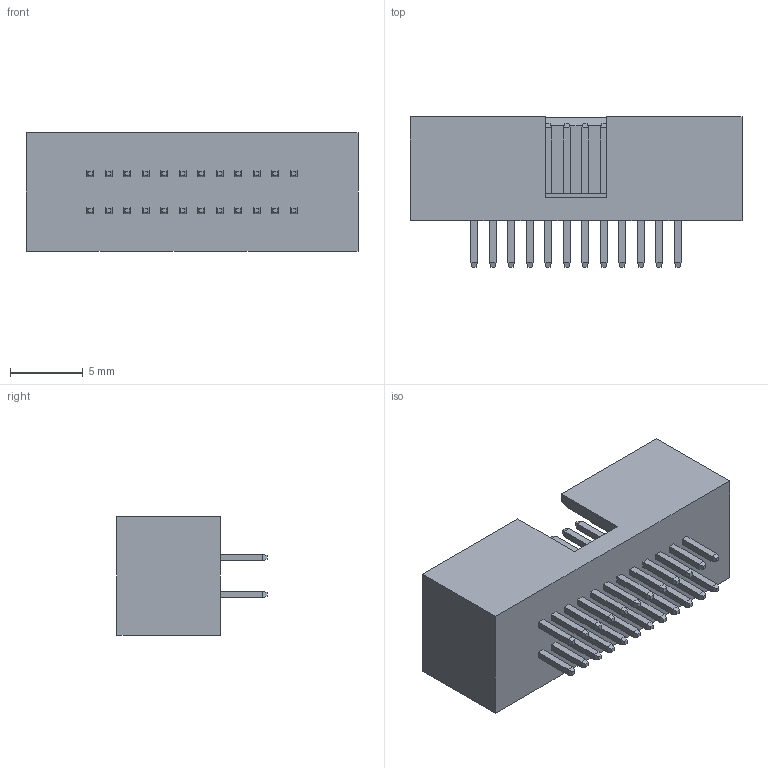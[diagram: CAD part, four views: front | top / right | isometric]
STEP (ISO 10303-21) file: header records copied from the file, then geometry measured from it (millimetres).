
FILE_DESCRIPTION( ('This file contains a STEP AP42 implementation' ,'as created by ZW3D STEP Interface translator.') ,'2;1' );
FILE_NAME( '3143-XXSXXBK00X1.stp' ,'231122.16 7 9', (''), ('ZWCAD Software Co.'), 'Version 1.0', 'ZW3D to STEP translator', '' );
FILE_SCHEMA(('AUTOMOTIVE_DESIGN { 1 0 10303 214 1 1 1 1 }'));
Length unit declared in the file: millimetre
Products named in the file (2): 0; 3143-24SXXBK00T1
Bounding box: 22.79 x 10.3 x 8.15 mm (x, y, z)
Volume: 629.4 mm3; surface area: 1419.7 mm2
Topology: 1 solids, 25 shells, 669 faces, 1629 edges, 1034 vertices
Faces by surface type: plane 669
Entity records: 23484 total; most frequent: CARTESIAN_POINT 9603, ORIENTED_EDGE 3258, DIRECTION 1715, EDGE_CURVE 1629, B_SPLINE_CURVE_WITH_KNOTS 1254, VERTEX_POINT 1034, EDGE_LOOP 741, AXIS2_PLACEMENT_3D 670
